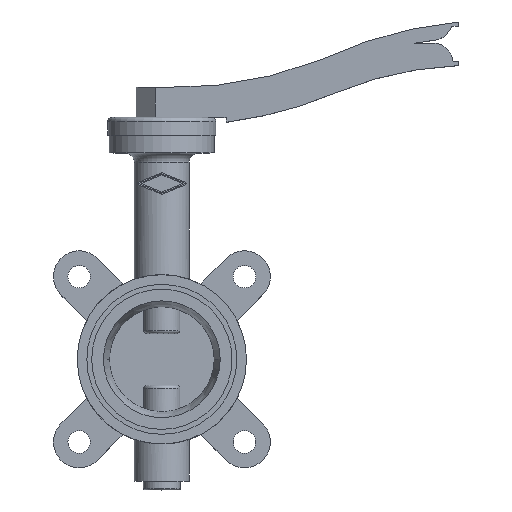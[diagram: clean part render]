
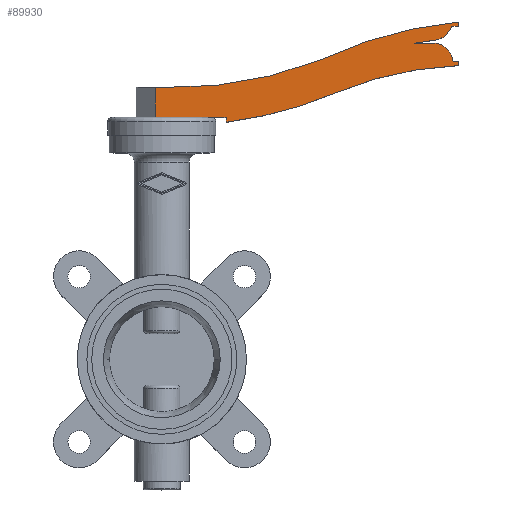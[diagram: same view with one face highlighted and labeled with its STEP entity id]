
A CAD part, top view. The second image highlights one B-rep face of the part: STEP entity #89930.
In plain terms, the highlighted planar face has unit normal (0, 0, 1).
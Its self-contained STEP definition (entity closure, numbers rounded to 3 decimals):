
#82980=CARTESIAN_POINT('',(-4.,168.6,-13.));
#82990=VERTEX_POINT('',#82980);
#83020=CARTESIAN_POINT('',(-4.,147.,-13.));
#83030=DIRECTION('',(0.,-1.,0.));
#83040=VECTOR('',#83030,1.);
#83050=LINE('',#83020,#83040);
#83060=CARTESIAN_POINT('',(-4.,150.,-13.));
#83070=VERTEX_POINT('',#83060);
#83080=EDGE_CURVE('',#82990,#83070,#83050,.T.);
#83690=CARTESIAN_POINT('',(-16.,150.,-13.));
#83700=DIRECTION('',(1.,0.,0.));
#83710=VECTOR('',#83700,1.);
#83720=LINE('',#83690,#83710);
#83730=CARTESIAN_POINT('',(39.8,150.,-13.));
#83740=VERTEX_POINT('',#83730);
#83750=EDGE_CURVE('',#83070,#83740,#83720,.T.);
#85420=CARTESIAN_POINT('',(39.8,150.,-13.));
#85430=DIRECTION('',(0.,-1.,0.));
#85440=VECTOR('',#85430,1.);
#85450=LINE('',#85420,#85440);
#85460=CARTESIAN_POINT('',(39.8,147.,-13.));
#85470=VERTEX_POINT('',#85460);
#85480=EDGE_CURVE('',#83740,#85470,#85450,.T.);
#85730=CARTESIAN_POINT('',(8.039,400.014,-13.));
#85740=DIRECTION('',(0.,0.,1.));
#85750=DIRECTION('',(0.125,-0.992,0.));
#85760=AXIS2_PLACEMENT_3D('',#85730,#85740,#85750);
#85770=CIRCLE('',#85760,255.);
#85780=CARTESIAN_POINT('',(107.,165.,-13.));
#85790=VERTEX_POINT('',#85780);
#85800=EDGE_CURVE('',#85470,#85790,#85770,.T.);
#86050=CARTESIAN_POINT('',(193.348,-40.604,-13.));
#86060=DIRECTION('',(0.,0.,-1.));
#86070=DIRECTION('',(-0.387,0.922,0.));
#86080=AXIS2_PLACEMENT_3D('',#86050,#86060,#86070);
#86090=CIRCLE('',#86080,223.);
#86100=CARTESIAN_POINT('',(184.,182.2,-13.));
#86110=VERTEX_POINT('',#86100);
#86120=EDGE_CURVE('',#85790,#86110,#86090,.T.);
#86370=CARTESIAN_POINT('',(184.,182.2,-13.));
#86380=DIRECTION('',(0.,1.,0.));
#86390=VECTOR('',#86380,1.);
#86400=LINE('',#86370,#86390);
#86410=CARTESIAN_POINT('',(184.,184.7,-13.));
#86420=VERTEX_POINT('',#86410);
#86430=EDGE_CURVE('',#86110,#86420,#86400,.T.);
#86680=CARTESIAN_POINT('',(184.,184.7,-13.));
#86690=DIRECTION('',(-1.,0.,0.));
#86700=VECTOR('',#86690,1.);
#86710=LINE('',#86680,#86700);
#86720=CARTESIAN_POINT('',(180.6,184.7,-13.));
#86730=VERTEX_POINT('',#86720);
#86740=EDGE_CURVE('',#86420,#86730,#86710,.T.);
#86990=CARTESIAN_POINT('',(168.147,183.623,-13.));
#87000=DIRECTION('',(0.,0.,1.));
#87010=DIRECTION('',(0.996,0.086,0.));
#87020=AXIS2_PLACEMENT_3D('',#86990,#87000,#87010);
#87030=CIRCLE('',#87020,12.5);
#87040=CARTESIAN_POINT('',(168.015,196.122,-13.));
#87050=VERTEX_POINT('',#87040);
#87060=EDGE_CURVE('',#86730,#87050,#87030,.T.);
#87310=CARTESIAN_POINT('',(168.015,196.122,-13.));
#87320=DIRECTION('',(-1.,-0.01,0.));
#87330=VECTOR('',#87320,1.);
#87340=LINE('',#87310,#87330);
#87350=CARTESIAN_POINT('',(156.4,196.,-13.));
#87360=VERTEX_POINT('',#87350);
#87370=EDGE_CURVE('',#87050,#87360,#87340,.T.);
#87620=CARTESIAN_POINT('',(156.4,196.,-13.));
#87630=DIRECTION('',(0.989,0.147,0.));
#87640=VECTOR('',#87630,1.);
#87650=LINE('',#87620,#87640);
#87660=CARTESIAN_POINT('',(169.9,198.,-13.));
#87670=VERTEX_POINT('',#87660);
#87680=EDGE_CURVE('',#87360,#87670,#87650,.T.);
#87930=CARTESIAN_POINT('',(167.733,210.311,-13.));
#87940=DIRECTION('',(0.,0.,1.));
#87950=DIRECTION('',(0.173,-0.985,0.));
#87960=AXIS2_PLACEMENT_3D('',#87930,#87940,#87950);
#87970=CIRCLE('',#87960,12.5);
#87980=CARTESIAN_POINT('',(179.7,206.7,-13.));
#87990=VERTEX_POINT('',#87980);
#88000=EDGE_CURVE('',#87670,#87990,#87970,.T.);
#88250=CARTESIAN_POINT('',(179.7,206.7,-13.));
#88260=DIRECTION('',(1.,0.,0.));
#88270=VECTOR('',#88260,1.);
#88280=LINE('',#88250,#88270);
#88290=CARTESIAN_POINT('',(184.,206.7,-13.));
#88300=VERTEX_POINT('',#88290);
#88310=EDGE_CURVE('',#87990,#88300,#88280,.T.);
#88560=CARTESIAN_POINT('',(184.,206.7,-13.));
#88570=DIRECTION('',(0.,1.,0.));
#88580=VECTOR('',#88570,1.);
#88590=LINE('',#88560,#88580);
#88600=CARTESIAN_POINT('',(184.,209.2,-13.));
#88610=VERTEX_POINT('',#88600);
#88620=EDGE_CURVE('',#88300,#88610,#88590,.T.);
#88870=CARTESIAN_POINT('',(207.925,-44.675,-13.));
#88880=DIRECTION('',(0.,0.,1.));
#88890=DIRECTION('',(-0.094,0.996,0.));
#88900=AXIS2_PLACEMENT_3D('',#88870,#88880,#88890);
#88910=CIRCLE('',#88900,255.);
#88920=CARTESIAN_POINT('',(99.,185.89,-13.));
#88930=VERTEX_POINT('',#88920);
#88940=EDGE_CURVE('',#88610,#88930,#88910,.T.);
#89190=CARTESIAN_POINT('',(7.367,418.491,-13.));
#89200=DIRECTION('',(0.,0.,-1.));
#89210=DIRECTION('',(0.367,-0.93,0.));
#89220=AXIS2_PLACEMENT_3D('',#89190,#89200,#89210);
#89230=CIRCLE('',#89220,250.);
#89240=CARTESIAN_POINT('',(0.,168.6,-13.));
#89250=VERTEX_POINT('',#89240);
#89260=EDGE_CURVE('',#88930,#89250,#89230,.T.);
#89530=CARTESIAN_POINT('',(0.,168.6,-13.));
#89540=DIRECTION('',(-1.,0.,0.));
#89550=VECTOR('',#89540,1.);
#89560=LINE('',#89530,#89550);
#89570=EDGE_CURVE('',#89250,#82990,#89560,.T.);
#89700=CARTESIAN_POINT('',(0.,147.,-13.));
#89710=DIRECTION('',(0.,0.,1.));
#89720=DIRECTION('',(1.,0.,0.));
#89730=AXIS2_PLACEMENT_3D('',#89700,#89710,#89720);
#89740=PLANE('',#89730);
#89750=ORIENTED_EDGE('',*,*,#89570,.T.);
#89760=ORIENTED_EDGE('',*,*,#89260,.T.);
#89770=ORIENTED_EDGE('',*,*,#88940,.T.);
#89780=ORIENTED_EDGE('',*,*,#88620,.T.);
#89790=ORIENTED_EDGE('',*,*,#88310,.T.);
#89800=ORIENTED_EDGE('',*,*,#88000,.T.);
#89810=ORIENTED_EDGE('',*,*,#87680,.T.);
#89820=ORIENTED_EDGE('',*,*,#87370,.T.);
#89830=ORIENTED_EDGE('',*,*,#87060,.T.);
#89840=ORIENTED_EDGE('',*,*,#86740,.T.);
#89850=ORIENTED_EDGE('',*,*,#86430,.T.);
#89860=ORIENTED_EDGE('',*,*,#86120,.T.);
#89870=ORIENTED_EDGE('',*,*,#85800,.T.);
#89880=ORIENTED_EDGE('',*,*,#85480,.T.);
#89890=ORIENTED_EDGE('',*,*,#83750,.T.);
#89900=ORIENTED_EDGE('',*,*,#83080,.T.);
#89910=EDGE_LOOP('',(#89900,#89890,#89880,#89870,#89860,#89850,#89840,
#89830,#89820,#89810,#89800,#89790,#89780,#89770,#89760,#89750));
#89920=FACE_OUTER_BOUND('',#89910,.T.);
#89930=ADVANCED_FACE('',(#89920),#89740,.T.);
